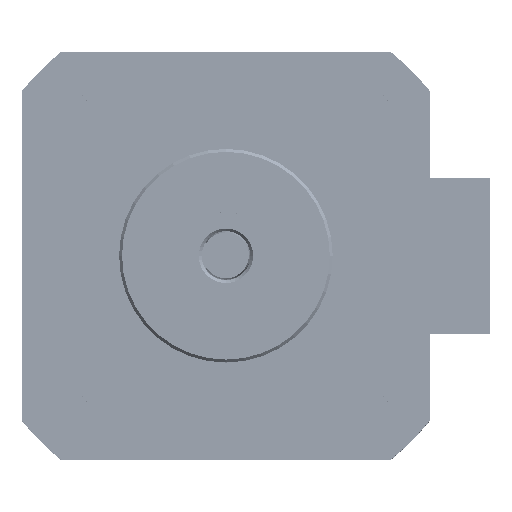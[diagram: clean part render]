
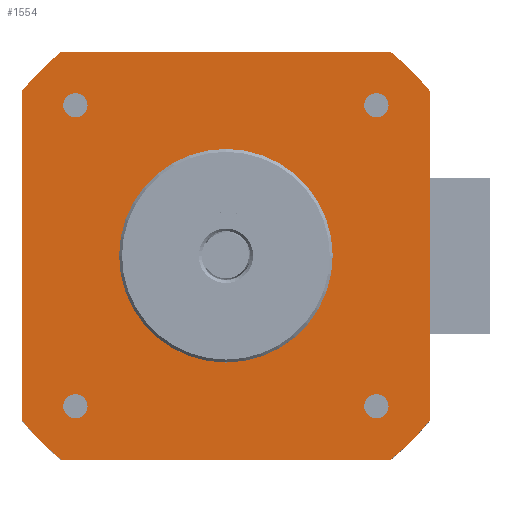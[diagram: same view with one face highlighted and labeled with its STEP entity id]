
A CAD part, top view. The second image highlights one B-rep face of the part: STEP entity #1554.
In plain terms, the highlighted face is planar.
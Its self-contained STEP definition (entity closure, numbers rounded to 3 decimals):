
#699=CARTESIAN_POINT('',(0.,0.,0.));
#700=DIRECTION('',(0.,0.,1.));
#701=DIRECTION('',(-0.629,0.778,0.));
#702=AXIS2_PLACEMENT_3D('',#699,#700,#701);
#704=DIRECTION('',(0.,-1.,0.));
#705=VECTOR('',#704,33.941);
#706=CARTESIAN_POINT('',(-21.,16.971,0.));
#707=LINE('',#706,#705);
#708=CARTESIAN_POINT('',(0.,0.,0.));
#709=DIRECTION('',(0.,0.,1.));
#710=DIRECTION('',(-0.778,-0.629,0.));
#711=AXIS2_PLACEMENT_3D('',#708,#709,#710);
#713=DIRECTION('',(1.,0.,0.));
#714=VECTOR('',#713,33.941);
#715=CARTESIAN_POINT('',(-16.971,-21.,0.));
#716=LINE('',#715,#714);
#717=CARTESIAN_POINT('',(0.,0.,0.));
#718=DIRECTION('',(0.,0.,1.));
#719=DIRECTION('',(0.629,-0.778,0.));
#720=AXIS2_PLACEMENT_3D('',#717,#718,#719);
#722=DIRECTION('',(0.,1.,0.));
#723=VECTOR('',#722,33.941);
#724=CARTESIAN_POINT('',(21.,-16.971,0.));
#725=LINE('',#724,#723);
#726=CARTESIAN_POINT('',(0.,0.,0.));
#727=DIRECTION('',(0.,0.,1.));
#728=DIRECTION('',(0.778,0.629,0.));
#729=AXIS2_PLACEMENT_3D('',#726,#727,#728);
#731=DIRECTION('',(-1.,0.,0.));
#732=VECTOR('',#731,33.941);
#733=CARTESIAN_POINT('',(16.971,21.,0.));
#734=LINE('',#733,#732);
#735=CARTESIAN_POINT('',(15.5,-15.5,0.));
#736=DIRECTION('',(0.,0.,-1.));
#737=DIRECTION('',(1.,0.,0.));
#738=AXIS2_PLACEMENT_3D('',#735,#736,#737);
#740=CARTESIAN_POINT('',(15.5,-15.5,0.));
#741=DIRECTION('',(0.,0.,-1.));
#742=DIRECTION('',(-1.,0.,0.));
#743=AXIS2_PLACEMENT_3D('',#740,#741,#742);
#745=CARTESIAN_POINT('',(15.5,15.5,0.));
#746=DIRECTION('',(0.,0.,-1.));
#747=DIRECTION('',(0.,1.,0.));
#748=AXIS2_PLACEMENT_3D('',#745,#746,#747);
#750=CARTESIAN_POINT('',(15.5,15.5,0.));
#751=DIRECTION('',(0.,0.,-1.));
#752=DIRECTION('',(0.,-1.,0.));
#753=AXIS2_PLACEMENT_3D('',#750,#751,#752);
#755=CARTESIAN_POINT('',(-15.5,15.5,0.));
#756=DIRECTION('',(0.,0.,-1.));
#757=DIRECTION('',(-1.,0.,0.));
#758=AXIS2_PLACEMENT_3D('',#755,#756,#757);
#760=CARTESIAN_POINT('',(-15.5,15.5,0.));
#761=DIRECTION('',(0.,0.,-1.));
#762=DIRECTION('',(1.,0.,0.));
#763=AXIS2_PLACEMENT_3D('',#760,#761,#762);
#765=CARTESIAN_POINT('',(-15.5,-15.5,0.));
#766=DIRECTION('',(0.,0.,-1.));
#767=DIRECTION('',(0.,-1.,0.));
#768=AXIS2_PLACEMENT_3D('',#765,#766,#767);
#770=CARTESIAN_POINT('',(-15.5,-15.5,0.));
#771=DIRECTION('',(0.,0.,-1.));
#772=DIRECTION('',(0.,1.,0.));
#773=AXIS2_PLACEMENT_3D('',#770,#771,#772);
#775=CARTESIAN_POINT('',(0.,0.,0.));
#776=DIRECTION('',(0.,0.,-1.));
#777=DIRECTION('',(0.,1.,0.));
#778=AXIS2_PLACEMENT_3D('',#775,#776,#777);
#780=CARTESIAN_POINT('',(0.,0.,0.));
#781=DIRECTION('',(0.,0.,-1.));
#782=DIRECTION('',(0.,-1.,0.));
#783=AXIS2_PLACEMENT_3D('',#780,#781,#782);
#1317=CARTESIAN_POINT('',(-16.971,21.,0.));
#1318=CARTESIAN_POINT('',(-21.,16.971,0.));
#1319=VERTEX_POINT('',#1317);
#1320=VERTEX_POINT('',#1318);
#1321=CARTESIAN_POINT('',(-21.,-16.971,0.));
#1322=VERTEX_POINT('',#1321);
#1323=CARTESIAN_POINT('',(-16.971,-21.,0.));
#1324=VERTEX_POINT('',#1323);
#1325=CARTESIAN_POINT('',(16.971,-21.,0.));
#1326=VERTEX_POINT('',#1325);
#1327=CARTESIAN_POINT('',(21.,-16.971,0.));
#1328=VERTEX_POINT('',#1327);
#1329=CARTESIAN_POINT('',(21.,16.971,0.));
#1330=VERTEX_POINT('',#1329);
#1331=CARTESIAN_POINT('',(16.971,21.,0.));
#1332=VERTEX_POINT('',#1331);
#1333=CARTESIAN_POINT('',(16.75,-15.5,0.));
#1334=CARTESIAN_POINT('',(14.25,-15.5,0.));
#1335=VERTEX_POINT('',#1333);
#1336=VERTEX_POINT('',#1334);
#1337=CARTESIAN_POINT('',(15.5,16.75,0.));
#1338=CARTESIAN_POINT('',(15.5,14.25,0.));
#1339=VERTEX_POINT('',#1337);
#1340=VERTEX_POINT('',#1338);
#1341=CARTESIAN_POINT('',(-16.75,15.5,0.));
#1342=CARTESIAN_POINT('',(-14.25,15.5,0.));
#1343=VERTEX_POINT('',#1341);
#1344=VERTEX_POINT('',#1342);
#1345=CARTESIAN_POINT('',(-15.5,-16.75,0.));
#1346=CARTESIAN_POINT('',(-15.5,-14.25,0.));
#1347=VERTEX_POINT('',#1345);
#1348=VERTEX_POINT('',#1346);
#1349=CARTESIAN_POINT('',(0.,11.,0.));
#1350=CARTESIAN_POINT('',(0.,-11.,0.));
#1351=VERTEX_POINT('',#1349);
#1352=VERTEX_POINT('',#1350);
#1501=CARTESIAN_POINT('',(0.,0.,0.));
#1502=DIRECTION('',(0.,0.,1.));
#1503=DIRECTION('',(1.,0.,0.));
#1504=AXIS2_PLACEMENT_3D('',#1501,#1502,#1503);
#1505=PLANE('',#1504);
#1507=ORIENTED_EDGE('',*,*,#1506,.T.);
#1509=ORIENTED_EDGE('',*,*,#1508,.T.);
#1511=ORIENTED_EDGE('',*,*,#1510,.T.);
#1513=ORIENTED_EDGE('',*,*,#1512,.T.);
#1515=ORIENTED_EDGE('',*,*,#1514,.T.);
#1517=ORIENTED_EDGE('',*,*,#1516,.T.);
#1519=ORIENTED_EDGE('',*,*,#1518,.T.);
#1521=ORIENTED_EDGE('',*,*,#1520,.T.);
#1522=EDGE_LOOP('',(#1507,#1509,#1511,#1513,#1515,#1517,#1519,#1521));
#1523=FACE_OUTER_BOUND('',#1522,.F.);
#1525=ORIENTED_EDGE('',*,*,#1524,.T.);
#1527=ORIENTED_EDGE('',*,*,#1526,.T.);
#1528=EDGE_LOOP('',(#1525,#1527));
#1529=FACE_BOUND('',#1528,.F.);
#1531=ORIENTED_EDGE('',*,*,#1530,.T.);
#1533=ORIENTED_EDGE('',*,*,#1532,.T.);
#1534=EDGE_LOOP('',(#1531,#1533));
#1535=FACE_BOUND('',#1534,.F.);
#1537=ORIENTED_EDGE('',*,*,#1536,.T.);
#1539=ORIENTED_EDGE('',*,*,#1538,.T.);
#1540=EDGE_LOOP('',(#1537,#1539));
#1541=FACE_BOUND('',#1540,.F.);
#1543=ORIENTED_EDGE('',*,*,#1542,.T.);
#1545=ORIENTED_EDGE('',*,*,#1544,.T.);
#1546=EDGE_LOOP('',(#1543,#1545));
#1547=FACE_BOUND('',#1546,.F.);
#1549=ORIENTED_EDGE('',*,*,#1548,.T.);
#1551=ORIENTED_EDGE('',*,*,#1550,.T.);
#1552=EDGE_LOOP('',(#1549,#1551));
#1553=FACE_BOUND('',#1552,.F.);
#1554=ADVANCED_FACE('',(#1523,#1529,#1535,#1541,#1547,#1553),#1505,.F.);
#703=CIRCLE('',#702,27.);
#712=CIRCLE('',#711,27.);
#721=CIRCLE('',#720,27.);
#730=CIRCLE('',#729,27.);
#739=CIRCLE('',#738,1.25);
#744=CIRCLE('',#743,1.25);
#749=CIRCLE('',#748,1.25);
#754=CIRCLE('',#753,1.25);
#759=CIRCLE('',#758,1.25);
#764=CIRCLE('',#763,1.25);
#769=CIRCLE('',#768,1.25);
#774=CIRCLE('',#773,1.25);
#779=CIRCLE('',#778,11.);
#784=CIRCLE('',#783,11.);
#1506=EDGE_CURVE('',#1319,#1320,#703,.T.);
#1508=EDGE_CURVE('',#1320,#1322,#707,.T.);
#1510=EDGE_CURVE('',#1322,#1324,#712,.T.);
#1512=EDGE_CURVE('',#1324,#1326,#716,.T.);
#1514=EDGE_CURVE('',#1326,#1328,#721,.T.);
#1516=EDGE_CURVE('',#1328,#1330,#725,.T.);
#1518=EDGE_CURVE('',#1330,#1332,#730,.T.);
#1520=EDGE_CURVE('',#1332,#1319,#734,.T.);
#1524=EDGE_CURVE('',#1335,#1336,#739,.T.);
#1526=EDGE_CURVE('',#1336,#1335,#744,.T.);
#1530=EDGE_CURVE('',#1339,#1340,#749,.T.);
#1532=EDGE_CURVE('',#1340,#1339,#754,.T.);
#1536=EDGE_CURVE('',#1343,#1344,#759,.T.);
#1538=EDGE_CURVE('',#1344,#1343,#764,.T.);
#1542=EDGE_CURVE('',#1347,#1348,#769,.T.);
#1544=EDGE_CURVE('',#1348,#1347,#774,.T.);
#1548=EDGE_CURVE('',#1351,#1352,#779,.T.);
#1550=EDGE_CURVE('',#1352,#1351,#784,.T.);
